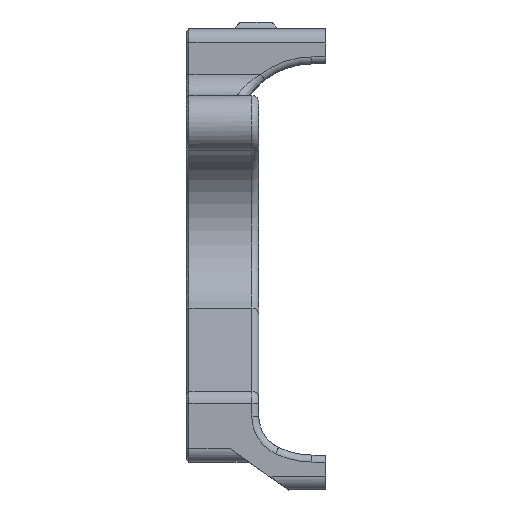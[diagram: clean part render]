
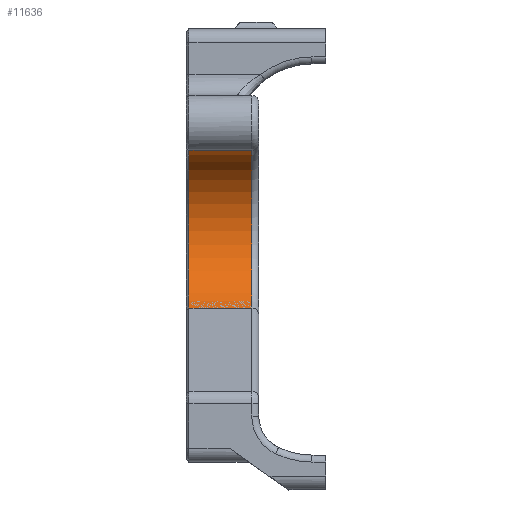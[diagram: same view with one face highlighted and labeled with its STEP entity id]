
A CAD part, left-side view. The second image highlights one B-rep face of the part: STEP entity #11636.
In plain terms, the highlighted cylindrical face has radius 12 mm (diameter 24 mm), a partial arc.
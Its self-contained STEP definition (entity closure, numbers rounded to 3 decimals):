
#773=FACE_OUTER_BOUND('',#1421,.T.);
#1421=EDGE_LOOP('',(#7936,#7937,#7938,#7939));
#2207=LINE('',#17686,#3204);
#2208=LINE('',#17689,#3205);
#3204=VECTOR('',#13873,12.);
#3205=VECTOR('',#13876,10.);
#4130=CIRCLE('',#12348,12.);
#4139=CIRCLE('',#12365,12.);
#4789=VERTEX_POINT('',#17634);
#4791=VERTEX_POINT('',#17640);
#4805=VERTEX_POINT('',#17685);
#4806=VERTEX_POINT('',#17687);
#6011=EDGE_CURVE('',#4789,#4791,#4130,.T.);
#6032=EDGE_CURVE('',#4805,#4789,#2207,.T.);
#6033=EDGE_CURVE('',#4806,#4805,#4139,.T.);
#6034=EDGE_CURVE('',#4806,#4791,#2208,.T.);
#7936=ORIENTED_EDGE('',*,*,#6011,.F.);
#7937=ORIENTED_EDGE('',*,*,#6032,.F.);
#7938=ORIENTED_EDGE('',*,*,#6033,.F.);
#7939=ORIENTED_EDGE('',*,*,#6034,.T.);
#11323=CYLINDRICAL_SURFACE('',#12364,12.);
#11636=ADVANCED_FACE('',(#773),#11323,.F.);
#12348=AXIS2_PLACEMENT_3D('',#17644,#13827,#13828);
#12364=AXIS2_PLACEMENT_3D('',#17684,#13871,#13872);
#12365=AXIS2_PLACEMENT_3D('',#17688,#13874,#13875);
#13827=DIRECTION('center_axis',(0.,-1.,0.));
#13828=DIRECTION('ref_axis',(1.,0.,0.));
#13871=DIRECTION('center_axis',(0.,1.,0.));
#13872=DIRECTION('ref_axis',(1.,0.,0.));
#13873=DIRECTION('',(0.,1.,0.));
#13874=DIRECTION('center_axis',(0.,1.,0.));
#13875=DIRECTION('ref_axis',(0.996,0.,0.084));
#13876=DIRECTION('',(0.,1.,0.));
#17634=CARTESIAN_POINT('',(-5.286,-108.4,-98.044));
#17640=CARTESIAN_POINT('',(-7.2,-108.4,-75.477));
#17644=CARTESIAN_POINT('Origin',(-10.2,-108.4,-87.096));
#17684=CARTESIAN_POINT('Origin',(-10.2,-118.399,-87.096));
#17685=CARTESIAN_POINT('',(-5.286,-117.399,-98.044));
#17686=CARTESIAN_POINT('',(-5.286,-118.399,-98.044));
#17687=CARTESIAN_POINT('',(-7.2,-117.399,-75.477));
#17688=CARTESIAN_POINT('Origin',(-10.2,-117.399,-87.096));
#17689=CARTESIAN_POINT('',(-7.2,-118.399,-75.477));
